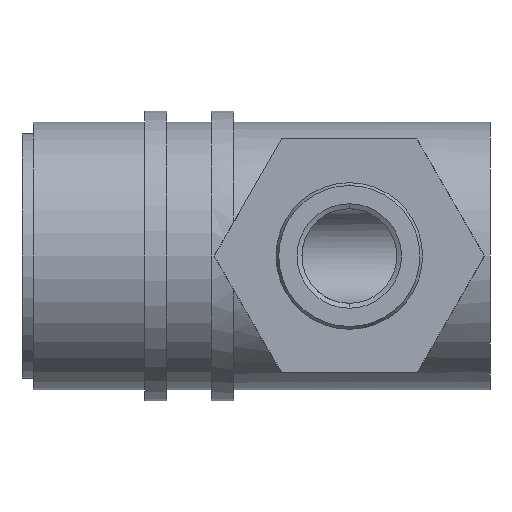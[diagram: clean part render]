
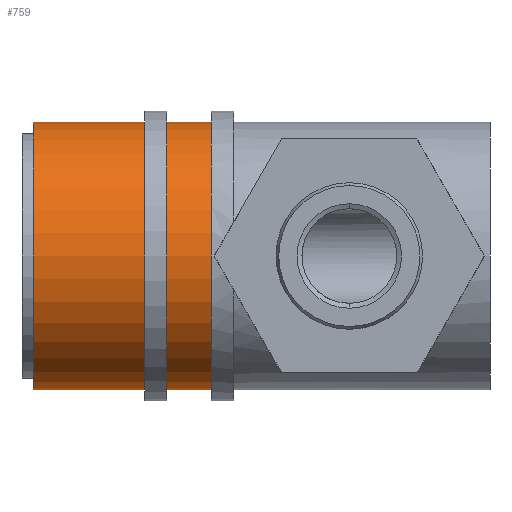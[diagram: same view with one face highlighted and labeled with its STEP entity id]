
A CAD part, front view. The second image highlights one B-rep face of the part: STEP entity #759.
In plain terms, the highlighted cylindrical face has radius 12 mm (diameter 24 mm), a partial arc.
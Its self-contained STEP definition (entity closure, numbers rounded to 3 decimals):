
#24 = VECTOR ( 'NONE', #2462, 1000. ) ;
#250 = DIRECTION ( 'NONE',  ( -1., 0., 0. ) ) ;
#397 = DIRECTION ( 'NONE',  ( -1., 0., 0. ) ) ;
#428 = AXIS2_PLACEMENT_3D ( 'NONE', #2341, #2876, #2921 ) ;
#673 = VERTEX_POINT ( 'NONE', #7592 ) ;
#697 = AXIS2_PLACEMENT_3D ( 'NONE', #2435, #4399, #5779 ) ;
#759 = ADVANCED_FACE ( 'NONE', ( #6363 ), #1586, .T. ) ;
#854 = LINE ( 'NONE', #6950, #3916 ) ;
#1377 = AXIS2_PLACEMENT_3D ( 'NONE', #2323, #397, #6888 ) ;
#1586 = CYLINDRICAL_SURFACE ( 'NONE', #1377, 12. ) ;
#2018 = CARTESIAN_POINT ( 'NONE',  ( 17., 0., 12. ) ) ;
#2093 = CIRCLE ( 'NONE', #428, 12. ) ;
#2323 = CARTESIAN_POINT ( 'NONE',  ( 0., 0., 0. ) ) ;
#2341 = CARTESIAN_POINT ( 'NONE',  ( 1., 0., 0. ) ) ;
#2435 = CARTESIAN_POINT ( 'NONE',  ( 17., 0., 0. ) ) ;
#2462 = DIRECTION ( 'NONE',  ( -1., 0., 0. ) ) ;
#2876 = DIRECTION ( 'NONE',  ( -1., 0., 0. ) ) ;
#2921 = DIRECTION ( 'NONE',  ( 0., 0., 1. ) ) ;
#3364 = CARTESIAN_POINT ( 'NONE',  ( 1., 0., 12. ) ) ;
#3865 = LINE ( 'NONE', #7202, #24 ) ;
#3916 = VECTOR ( 'NONE', #250, 1000. ) ;
#4256 = EDGE_CURVE ( 'NONE', #673, #7992, #2093, .T. ) ;
#4340 = CIRCLE ( 'NONE', #697, 12. ) ;
#4341 = EDGE_CURVE ( 'NONE', #8303, #673, #854, .T. ) ;
#4399 = DIRECTION ( 'NONE',  ( 1., 0., 0. ) ) ;
#4603 = VERTEX_POINT ( 'NONE', #2018 ) ;
#5716 = EDGE_CURVE ( 'NONE', #4603, #8303, #4340, .T. ) ;
#5779 = DIRECTION ( 'NONE',  ( 0., 0., -1. ) ) ;
#6363 = FACE_OUTER_BOUND ( 'NONE', #6602, .T. ) ;
#6602 = EDGE_LOOP ( 'NONE', ( #7379, #7637, #6638, #7867 ) ) ;
#6638 = ORIENTED_EDGE ( 'NONE', *, *, #8469, .T. ) ;
#6888 = DIRECTION ( 'NONE',  ( 0., 0., 1. ) ) ;
#6950 = CARTESIAN_POINT ( 'NONE',  ( 0., 0., -12. ) ) ;
#7202 = CARTESIAN_POINT ( 'NONE',  ( 0., 0., 12. ) ) ;
#7379 = ORIENTED_EDGE ( 'NONE', *, *, #4341, .F. ) ;
#7592 = CARTESIAN_POINT ( 'NONE',  ( 1., 0., -12. ) ) ;
#7637 = ORIENTED_EDGE ( 'NONE', *, *, #5716, .F. ) ;
#7867 = ORIENTED_EDGE ( 'NONE', *, *, #4256, .F. ) ;
#7992 = VERTEX_POINT ( 'NONE', #3364 ) ;
#8260 = CARTESIAN_POINT ( 'NONE',  ( 17., 0., -12. ) ) ;
#8303 = VERTEX_POINT ( 'NONE', #8260 ) ;
#8469 = EDGE_CURVE ( 'NONE', #4603, #7992, #3865, .T. ) ;
